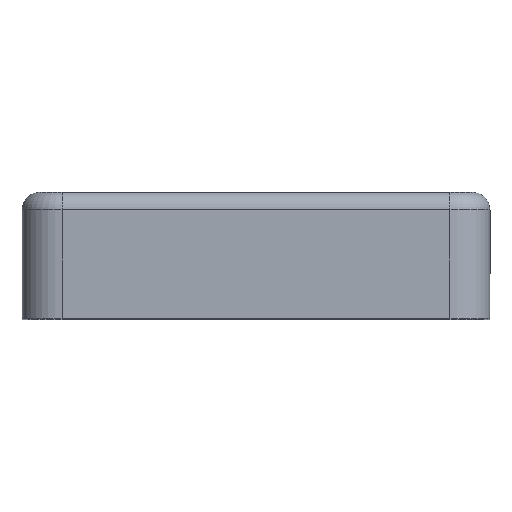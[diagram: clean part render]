
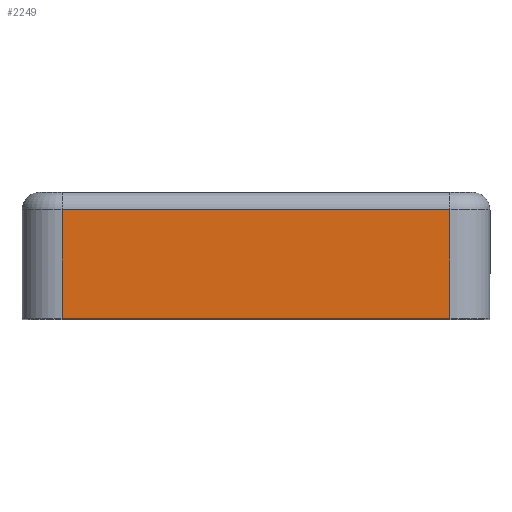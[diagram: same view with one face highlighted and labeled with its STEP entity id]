
A CAD part, top view. The second image highlights one B-rep face of the part: STEP entity #2249.
In plain terms, the highlighted planar face has unit normal (0, 0, 1).
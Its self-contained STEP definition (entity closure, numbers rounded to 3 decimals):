
#50 = VERTEX_POINT ( 'NONE', #973 ) ;
#85 = CARTESIAN_POINT ( 'NONE',  ( -16.9, 0., 27.4 ) ) ;
#105 = CARTESIAN_POINT ( 'NONE',  ( 16.9, -1.5, 27.4 ) ) ;
#229 = LINE ( 'NONE', #1280, #2664 ) ;
#290 = EDGE_CURVE ( 'NONE', #2783, #50, #1494, .T. ) ;
#379 = AXIS2_PLACEMENT_3D ( 'NONE', #85, #725, #1626 ) ;
#403 = LINE ( 'NONE', #1214, #2610 ) ;
#486 = FACE_OUTER_BOUND ( 'NONE', #1749, .T. ) ;
#557 = EDGE_CURVE ( 'NONE', #2259, #2783, #229, .T. ) ;
#725 = DIRECTION ( 'NONE',  ( 0., 0., 1. ) ) ;
#782 = EDGE_CURVE ( 'NONE', #2259, #2229, #1794, .T. ) ;
#820 = CARTESIAN_POINT ( 'NONE',  ( 16.9, 0., 27.4 ) ) ;
#973 = CARTESIAN_POINT ( 'NONE',  ( 16.9, -11., 27.4 ) ) ;
#1214 = CARTESIAN_POINT ( 'NONE',  ( -16.9, -11., 27.4 ) ) ;
#1280 = CARTESIAN_POINT ( 'NONE',  ( -16.9, -1.5, 27.4 ) ) ;
#1350 = ORIENTED_EDGE ( 'NONE', *, *, #290, .F. ) ;
#1399 = PLANE ( 'NONE',  #379 ) ;
#1494 = LINE ( 'NONE', #820, #2840 ) ;
#1626 = DIRECTION ( 'NONE',  ( 1., 0., 0. ) ) ;
#1638 = ORIENTED_EDGE ( 'NONE', *, *, #557, .F. ) ;
#1644 = DIRECTION ( 'NONE',  ( 1., 0., 0. ) ) ;
#1749 = EDGE_LOOP ( 'NONE', ( #2575, #1350, #1638, #1921 ) ) ;
#1765 = DIRECTION ( 'NONE',  ( 1., 0., 0. ) ) ;
#1794 = LINE ( 'NONE', #2688, #2326 ) ;
#1921 = ORIENTED_EDGE ( 'NONE', *, *, #782, .T. ) ;
#2061 = CARTESIAN_POINT ( 'NONE',  ( -16.9, -11., 27.4 ) ) ;
#2072 = DIRECTION ( 'NONE',  ( 0., -1., 0. ) ) ;
#2229 = VERTEX_POINT ( 'NONE', #2061 ) ;
#2249 = ADVANCED_FACE ( 'NONE', ( #486 ), #1399, .T. ) ;
#2259 = VERTEX_POINT ( 'NONE', #2301 ) ;
#2301 = CARTESIAN_POINT ( 'NONE',  ( -16.9, -1.5, 27.4 ) ) ;
#2326 = VECTOR ( 'NONE', #2072, 1000. ) ;
#2575 = ORIENTED_EDGE ( 'NONE', *, *, #2596, .T. ) ;
#2596 = EDGE_CURVE ( 'NONE', #2229, #50, #403, .T. ) ;
#2602 = DIRECTION ( 'NONE',  ( 0., -1., 0. ) ) ;
#2610 = VECTOR ( 'NONE', #1644, 1000. ) ;
#2664 = VECTOR ( 'NONE', #1765, 1000. ) ;
#2688 = CARTESIAN_POINT ( 'NONE',  ( -16.9, 0., 27.4 ) ) ;
#2783 = VERTEX_POINT ( 'NONE', #105 ) ;
#2840 = VECTOR ( 'NONE', #2602, 1000. ) ;
